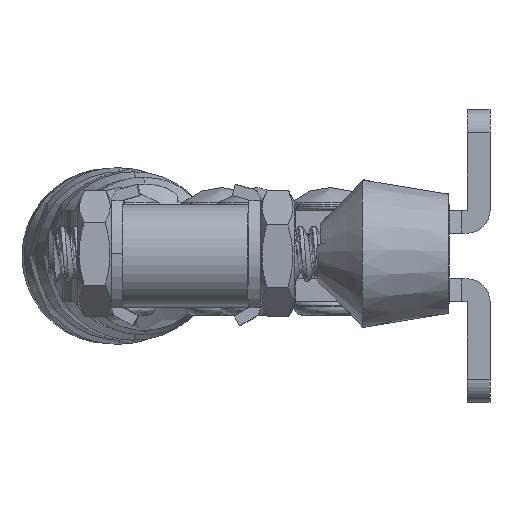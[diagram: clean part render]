
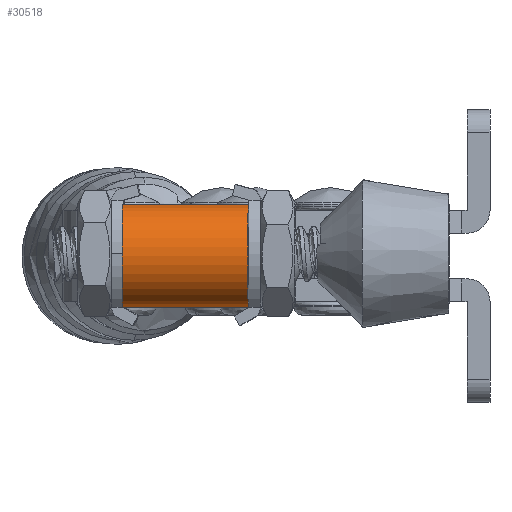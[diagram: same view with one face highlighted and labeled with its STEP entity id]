
A CAD part, left-side view. The second image highlights one B-rep face of the part: STEP entity #30518.
In plain terms, the highlighted cylindrical face has radius 4.5 mm (diameter 9 mm), a partial arc.
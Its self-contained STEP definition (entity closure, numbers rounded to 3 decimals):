
#6844 = CARTESIAN_POINT ( 'NONE',  ( -42.9, 16.35, -4.5 ) ) ;
#6868 = CARTESIAN_POINT ( 'NONE',  ( -42.9, 5.35, -4.5 ) ) ;
#7095 = DIRECTION ( 'NONE',  ( 0., -1., 0. ) ) ;
#7096 = VECTOR ( 'NONE', #7095, 1000. ) ;
#7097 = CARTESIAN_POINT ( 'NONE',  ( -42.9, 22., -4.5 ) ) ;
#7098 = LINE ( 'NONE', #7097, #7096 ) ;
#7636 = CARTESIAN_POINT ( 'NONE',  ( -42.9, 5.35, 4.5 ) ) ;
#7716 = CARTESIAN_POINT ( 'NONE',  ( -42.9, 22., 4.5 ) ) ;
#7717 = DIRECTION ( 'NONE',  ( 0., 1., 0. ) ) ;
#7718 = VECTOR ( 'NONE', #7717, 1000. ) ;
#7719 = FACE_OUTER_BOUND ( 'NONE', #30474, .T. ) ;
#7721 = DIRECTION ( 'NONE',  ( 0., 0., -1. ) ) ;
#7722 = DIRECTION ( 'NONE',  ( 0., 1., 0. ) ) ;
#7723 = CARTESIAN_POINT ( 'NONE',  ( -42.9, 16.35, 0. ) ) ;
#7724 = AXIS2_PLACEMENT_3D ( 'NONE', #7723, #7722, #7721 ) ;
#7726 = CIRCLE ( 'NONE', #7724, 4.5 ) ;
#7728 = LINE ( 'NONE', #7716, #7718 ) ;
#7764 = CARTESIAN_POINT ( 'NONE',  ( -42.9, 22., 0. ) ) ;
#7774 = CYLINDRICAL_SURFACE ( 'NONE', #7775, 4.5 ) ;
#7775 = AXIS2_PLACEMENT_3D ( 'NONE', #7764, #7790, #7789 ) ;
#7789 = DIRECTION ( 'NONE',  ( 0., 0., -1. ) ) ;
#7790 = DIRECTION ( 'NONE',  ( 0., -1., 0. ) ) ;
#7793 = CARTESIAN_POINT ( 'NONE',  ( -42.9, 16.35, 4.5 ) ) ;
#7818 = CARTESIAN_POINT ( 'NONE',  ( -42.9, 5.35, 0. ) ) ;
#7853 = DIRECTION ( 'NONE',  ( 0., 0., -1. ) ) ;
#7855 = DIRECTION ( 'NONE',  ( 0., -1., 0. ) ) ;
#7856 = AXIS2_PLACEMENT_3D ( 'NONE', #7818, #7855, #7853 ) ;
#7858 = CIRCLE ( 'NONE', #7856, 4.5 ) ;
#29777 = VERTEX_POINT ( 'NONE', #6868 ) ;
#29793 = VERTEX_POINT ( 'NONE', #6844 ) ;
#29971 = EDGE_CURVE ( 'NONE', #29793, #29777, #7098, .T. ) ;
#30436 = ORIENTED_EDGE ( 'NONE', *, *, #30469, .T. ) ;
#30443 = VERTEX_POINT ( 'NONE', #7636 ) ;
#30464 = EDGE_CURVE ( 'NONE', #29793, #30520, #7726, .T. ) ;
#30469 = EDGE_CURVE ( 'NONE', #30443, #30520, #7728, .T. ) ;
#30474 = EDGE_LOOP ( 'NONE', ( #30436, #30523, #30528, #30547 ) ) ;
#30518 = ADVANCED_FACE ( 'NONE', ( #7719 ), #7774, .T. ) ;
#30520 = VERTEX_POINT ( 'NONE', #7793 ) ;
#30523 = ORIENTED_EDGE ( 'NONE', *, *, #30464, .F. ) ;
#30528 = ORIENTED_EDGE ( 'NONE', *, *, #29971, .T. ) ;
#30533 = EDGE_CURVE ( 'NONE', #30443, #29777, #7858, .T. ) ;
#30547 = ORIENTED_EDGE ( 'NONE', *, *, #30533, .F. ) ;
